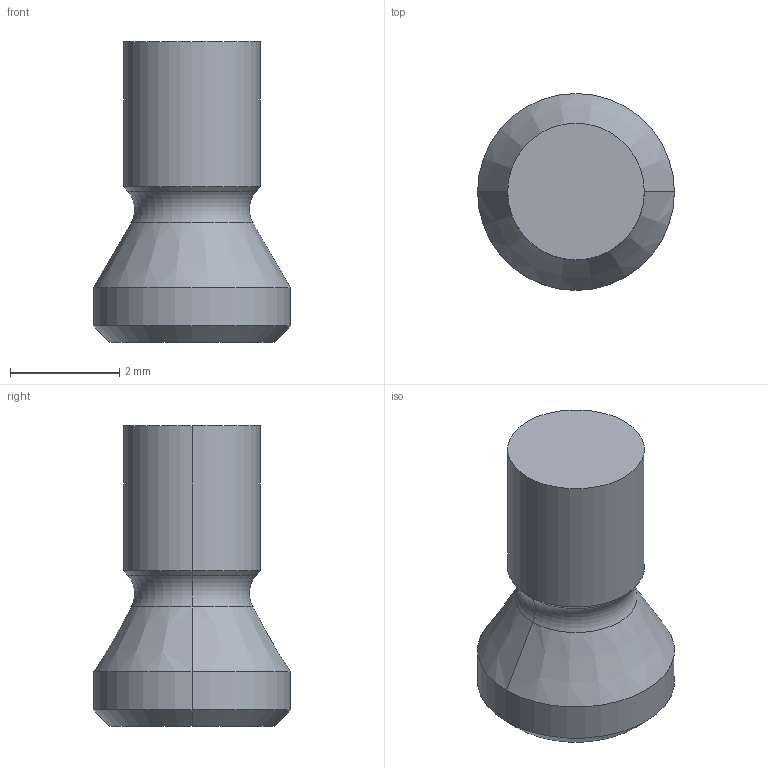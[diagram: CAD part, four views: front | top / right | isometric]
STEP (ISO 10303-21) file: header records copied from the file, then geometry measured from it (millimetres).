
FILE_DESCRIPTION(/* description */ (''),/* implementation_level */ '2;1');
FILE_NAME(/* name */ 'TS25H.stp',/* time_stamp */ '2022-02-03T10:32:26+09:00',/* author */ (''),/* organization */ (''),/* preprocessor_version */ 'ST-DEVELOPER v16',/* originating_system */ 'SIEMENS PLM Software NX 10.0',/* authorisation */ '');
FILE_SCHEMA (('AUTOMOTIVE_DESIGN { 1 0 10303 214 3 1 1 1 }'));
Length unit declared in the file: millimetre
Products named in the file (1): TS25H
Bounding box: 3.6 x 3.6 x 5.5 mm (x, y, z)
Volume: 30.1 mm3; surface area: 70.6 mm2
Topology: 1 solids, 1 shells, 27 faces, 62 edges, 39 vertices
Faces by surface type: cylinder 16, cone 6, plane 3, torus 2
Entity records: 828 total; most frequent: DIRECTION 162, CARTESIAN_POINT 131, ORIENTED_EDGE 124, AXIS2_PLACEMENT_3D 70, EDGE_CURVE 62, CIRCLE 40, VERTEX_POINT 38, EDGE_LOOP 28
